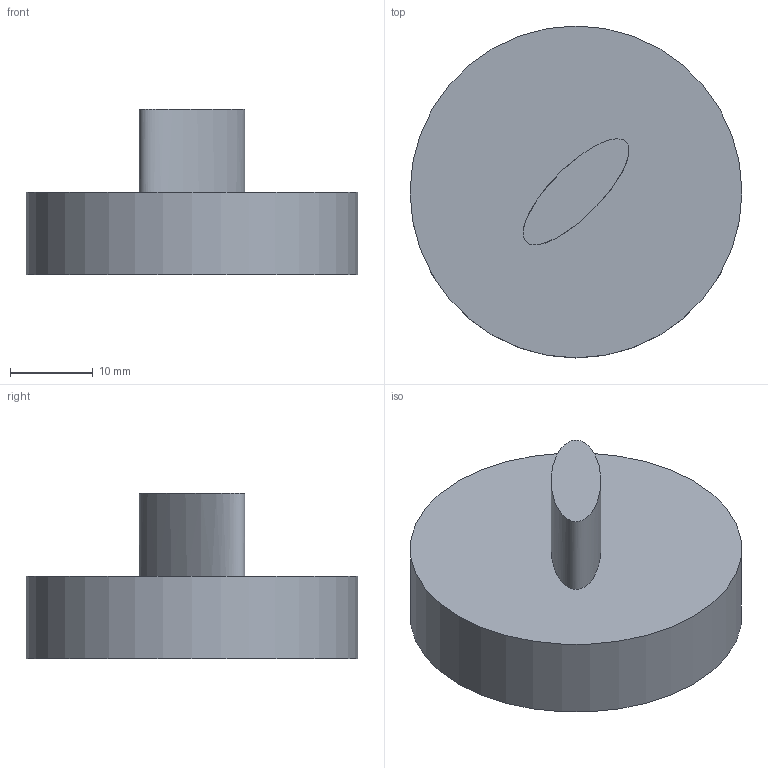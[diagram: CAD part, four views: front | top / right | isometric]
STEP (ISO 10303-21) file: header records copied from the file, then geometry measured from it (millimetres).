
FILE_DESCRIPTION(/* description */ (''),/* implementation_level */ '2;1');
FILE_NAME(/* name */ 'singleObjectExternalFlow.step',/* time_stamp */ '2025-04-27T17:22:17-05:00',/* author */ (''),/* organization */ (''),/* preprocessor_version */ 'ST-DEVELOPER v20.1',/* originating_system */ 'Autodesk Translation Framework v14.4.0.0',/* authorisation */ '');
FILE_SCHEMA (('AUTOMOTIVE_DESIGN { 1 0 10303 214 3 1 1 }'));
Length unit declared in the file: millimetre
Products named in the file (3): singleObjectExternalFlow; TestObject; ovalSurface
Assembly tree (2 placements, depth 2):
  singleObjectExternalFlow
    TestObject
    ovalSurface
Bounding box: 40 x 40 x 20 mm (x, y, z)
Volume: 13367.1 mm3; surface area: 4534.4 mm2
Topology: 1 solids, 2 shells, 6 faces, 9 edges, 6 vertices
Faces by surface type: plane 3, bspline 2, cylinder 1
Full cylindrical faces by diameter (mm): 40 x1
Entity records: 266 total; most frequent: CARTESIAN_POINT 61, DIRECTION 35, ORIENTED_EDGE 16, AXIS2_PLACEMENT_3D 16, EDGE_CURVE 9, EDGE_LOOP 7, FACE_OUTER_BOUND 6, VERTEX_POINT 6
